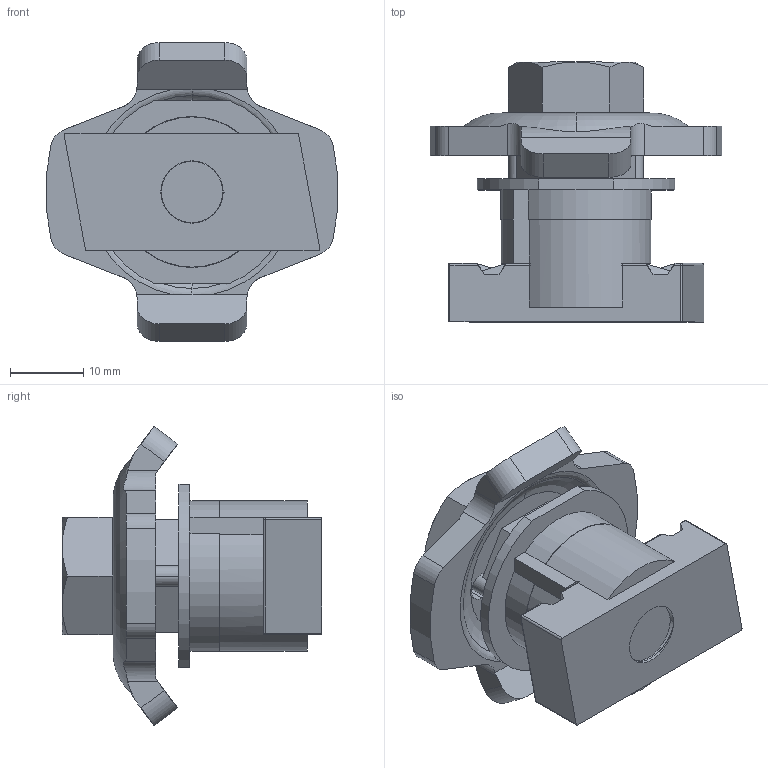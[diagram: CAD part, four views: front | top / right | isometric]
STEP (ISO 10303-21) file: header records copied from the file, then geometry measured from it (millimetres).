
FILE_DESCRIPTION((''),'2;1');
FILE_NAME('NSP_ASM','2020-05-07T12:21:30',('tomasz.grudniewski'),(''),'CREO PARAMETRIC BY PTC INC, 2019352','CREO PARAMETRIC BY PTC INC, 2019352','');
FILE_SCHEMA(('CONFIG_CONTROL_DESIGN'));
Length unit declared in the file: millimetre
Products named in the file (6): SRUBA_WCISNIJ; LUSKA_NP; NP_PLASTIK_2; NP_PLASTIK_1; NAKRETKA_ROMBOWA; NSP_ASM
Assembly tree (5 placements, depth 2):
  NSP_ASM
    SRUBA_WCISNIJ
    LUSKA_NP
    NP_PLASTIK_2
    NP_PLASTIK_1
    NAKRETKA_ROMBOWA
Bounding box: 39.83 x 35.45 x 40.8 mm (x, y, z)
Volume: 13586.2 mm3; surface area: 10926.1 mm2
Topology: 5 solids, 5 shells, 260 faces, 719 edges, 473 vertices
Faces by surface type: plane 145, cylinder 79, bspline 16, cone 8, torus 8, sphere 4
Entity records: 12145 total; most frequent: CARTESIAN_POINT 5488, ORIENTED_EDGE 1438, DIRECTION 1258, EDGE_CURVE 719, VERTEX_POINT 473, VECTOR 440, LINE 440, AXIS2_PLACEMENT_3D 409
